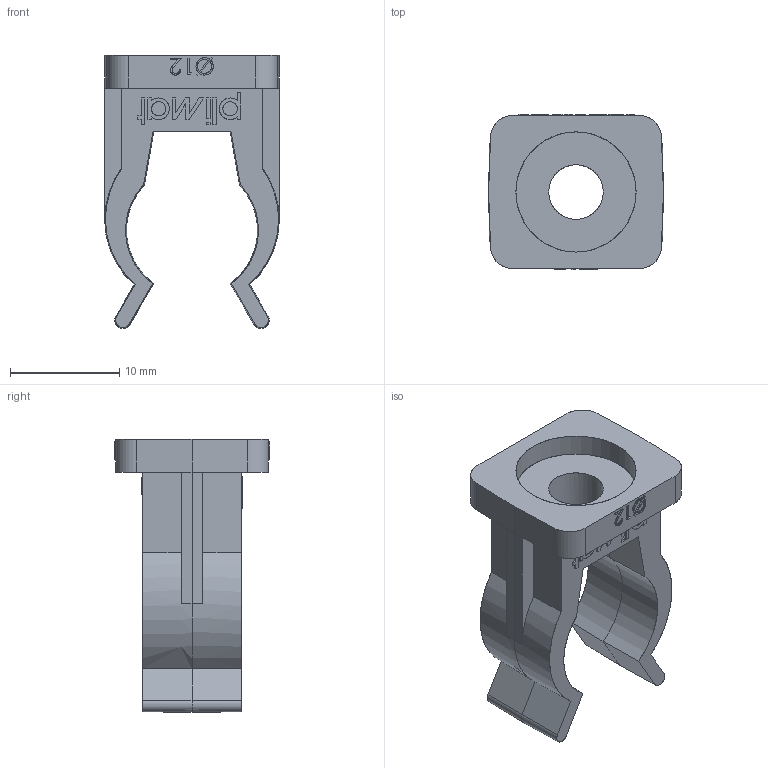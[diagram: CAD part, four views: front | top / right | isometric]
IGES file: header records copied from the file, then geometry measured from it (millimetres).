
Start section: SolidWorks IGES file using analytic representation for surfaces
Global section: file name: 02 30 2000 012.IGS; native system: SolidWorks 2014; preprocessor: SolidWorks 2014; author: utilizadort; date: 141114.121041; units: millimetre
Bounding box: 16 x 14.2 x 25 mm (x, y, z)
Surface area: 1762 mm2 (no closed solid volume)
Topology: 0 solids, 0 shells, 373 faces, 3464 edges, 3464 vertices
Faces by surface type: bspline 341, revolution 32
